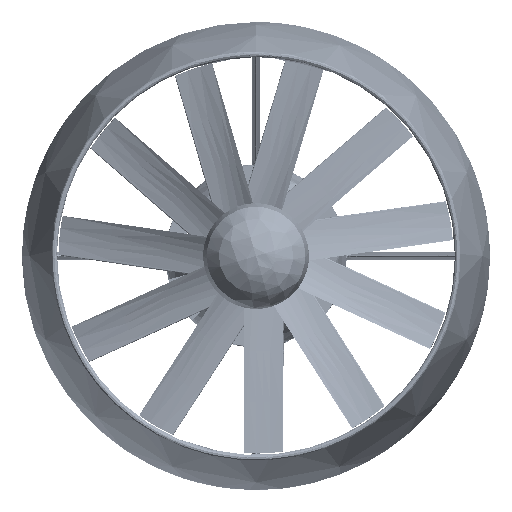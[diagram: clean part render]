
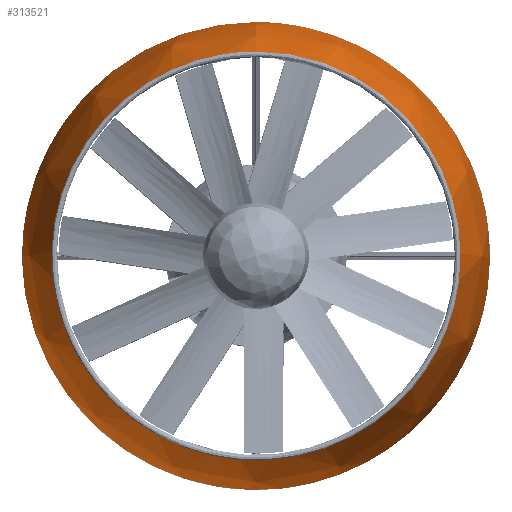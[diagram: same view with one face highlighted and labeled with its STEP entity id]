
A CAD part, left-side view. The second image highlights one B-rep face of the part: STEP entity #313521.
In plain terms, the highlighted free-form (B-spline) face has degree [2, 2] with [3, 9] control points.
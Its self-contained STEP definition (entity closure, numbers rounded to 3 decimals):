
#313389 = EDGE_CURVE('',#313390,#313390,#313392,.T.);
#313390 = VERTEX_POINT('',#313391);
#313391 = CARTESIAN_POINT('',(-96.134,0.,
    186.57));
#313392 = ( BOUNDED_CURVE() B_SPLINE_CURVE(2,(#313393,#313394,#313395,
    #313396,#313397,#313398,#313399),.UNSPECIFIED.,.T.,.F.) 
B_SPLINE_CURVE_WITH_KNOTS((3,2,2,3),(1.571,3.665,
5.76,7.854),.PIECEWISE_BEZIER_KNOTS.) CURVE() 
GEOMETRIC_REPRESENTATION_ITEM() RATIONAL_B_SPLINE_CURVE((1.,0.5,1.,0.5,
1.,0.5,1.)) REPRESENTATION_ITEM('') );
#313393 = CARTESIAN_POINT('',(-96.134,0.,
    186.57));
#313394 = CARTESIAN_POINT('',(-96.134,-323.148,
    186.57));
#313395 = CARTESIAN_POINT('',(-96.134,-161.574,
    -93.285));
#313396 = CARTESIAN_POINT('',(-96.134,0.,
    -373.139));
#313397 = CARTESIAN_POINT('',(-96.134,161.574,
    -93.285));
#313398 = CARTESIAN_POINT('',(-96.134,323.148,
    186.57));
#313399 = CARTESIAN_POINT('',(-96.134,0.,
    186.57));
#313521 = ADVANCED_FACE('',(#313522),#313550,.T.);
#313522 = FACE_BOUND('',#313523,.T.);
#313523 = EDGE_LOOP('',(#313524,#313536,#313542,#313543,#313544));
#313524 = ORIENTED_EDGE('',*,*,#313525,.T.);
#313525 = EDGE_CURVE('',#313526,#313528,#313530,.T.);
#313526 = VERTEX_POINT('',#313527);
#313527 = CARTESIAN_POINT('',(26.794,213.502,
    0.));
#313528 = VERTEX_POINT('',#313529);
#313529 = CARTESIAN_POINT('',(26.794,0.,
    213.502));
#313530 = ( BOUNDED_CURVE() B_SPLINE_CURVE(2,(#313531,#313532,#313533,
#313534,#313535),.UNSPECIFIED.,.F.,.F.) B_SPLINE_CURVE_WITH_KNOTS((3,2,3
    ),(4.712,7.069,9.425),
.PIECEWISE_BEZIER_KNOTS.) CURVE() GEOMETRIC_REPRESENTATION_ITEM() 
RATIONAL_B_SPLINE_CURVE((1.,0.383,1.,0.383,1.)) 
REPRESENTATION_ITEM('') );
#313531 = CARTESIAN_POINT('',(26.794,213.502,
    0.));
#313532 = CARTESIAN_POINT('',(26.794,213.502,
    -515.439));
#313533 = CARTESIAN_POINT('',(26.794,-150.969,
    -150.969));
#313534 = CARTESIAN_POINT('',(26.794,-515.439,
    213.502));
#313535 = CARTESIAN_POINT('',(26.794,0.,
    213.502));
#313536 = ORIENTED_EDGE('',*,*,#313537,.T.);
#313537 = EDGE_CURVE('',#313528,#313390,#313538,.T.);
#313538 = ( BOUNDED_CURVE() B_SPLINE_CURVE(2,(#313539,#313540,#313541),
.UNSPECIFIED.,.F.,.F.) B_SPLINE_CURVE_WITH_KNOTS((3,3),(0.,
0.431),.PIECEWISE_BEZIER_KNOTS.) CURVE() 
GEOMETRIC_REPRESENTATION_ITEM() RATIONAL_B_SPLINE_CURVE((1.,
0.977,1.)) REPRESENTATION_ITEM('') );
#313539 = CARTESIAN_POINT('',(26.794,0.,
    213.502));
#313540 = CARTESIAN_POINT('',(-37.62,0.,
    213.502));
#313541 = CARTESIAN_POINT('',(-96.134,0.,
    186.57));
#313542 = ORIENTED_EDGE('',*,*,#313389,.T.);
#313543 = ORIENTED_EDGE('',*,*,#313537,.F.);
#313544 = ORIENTED_EDGE('',*,*,#313545,.T.);
#313545 = EDGE_CURVE('',#313528,#313526,#313546,.T.);
#313546 = ( BOUNDED_CURVE() B_SPLINE_CURVE(2,(#313547,#313548,#313549),
.UNSPECIFIED.,.F.,.F.) B_SPLINE_CURVE_WITH_KNOTS((3,3),(3.142,
4.712),.PIECEWISE_BEZIER_KNOTS.) CURVE() 
GEOMETRIC_REPRESENTATION_ITEM() RATIONAL_B_SPLINE_CURVE((1.,
0.707,1.)) REPRESENTATION_ITEM('') );
#313547 = CARTESIAN_POINT('',(26.794,0.,
    213.502));
#313548 = CARTESIAN_POINT('',(26.794,213.502,
    213.502));
#313549 = CARTESIAN_POINT('',(26.794,213.502,
    0.));
#313550 = ( BOUNDED_SURFACE() B_SPLINE_SURFACE(2,2,(
    (#313551,#313552,#313553,#313554,#313555,#313556,#313557,#313558
      ,#313559)
    ,(#313560,#313561,#313562,#313563,#313564,#313565,#313566,#313567
      ,#313568)
    ,(#313569,#313570,#313571,#313572,#313573,#313574,#313575,#313576
,#313577
  )),.UNSPECIFIED.,.F.,.T.,.F.) B_SPLINE_SURFACE_WITH_KNOTS((3,3),(1,2,2
    ,2,2,2,1),(-0.431,0.),(-4.712,
    -3.142,-1.571,0.,1.571,3.142,
4.712),.UNSPECIFIED.) GEOMETRIC_REPRESENTATION_ITEM() 
RATIONAL_B_SPLINE_SURFACE((
    (1.,0.707,1.,0.707,1.,0.707,1.
      ,0.707,1.)
    ,(0.977,0.691,0.977,0.691
      ,0.977,0.691,0.977,0.691
      ,0.977)
    ,(1.,0.707,1.,0.707,1.,0.707,1.
,0.707,1.))) REPRESENTATION_ITEM('') SURFACE() );
#313551 = CARTESIAN_POINT('',(-96.134,0.,
    186.57));
#313552 = CARTESIAN_POINT('',(-96.134,186.57,
    186.57));
#313553 = CARTESIAN_POINT('',(-96.134,186.57,
    0.));
#313554 = CARTESIAN_POINT('',(-96.134,186.57,
    -186.57));
#313555 = CARTESIAN_POINT('',(-96.134,0.,
    -186.57));
#313556 = CARTESIAN_POINT('',(-96.134,-186.57,
    -186.57));
#313557 = CARTESIAN_POINT('',(-96.134,-186.57,
    0.));
#313558 = CARTESIAN_POINT('',(-96.134,-186.57,
    186.57));
#313559 = CARTESIAN_POINT('',(-96.134,0.,
    186.57));
#313560 = CARTESIAN_POINT('',(-37.62,0.,
    213.502));
#313561 = CARTESIAN_POINT('',(-37.62,213.502,
    213.502));
#313562 = CARTESIAN_POINT('',(-37.62,213.502,
    0.));
#313563 = CARTESIAN_POINT('',(-37.62,213.502,
    -213.502));
#313564 = CARTESIAN_POINT('',(-37.62,0.,
    -213.502));
#313565 = CARTESIAN_POINT('',(-37.62,-213.502,
    -213.502));
#313566 = CARTESIAN_POINT('',(-37.62,-213.502,
    0.));
#313567 = CARTESIAN_POINT('',(-37.62,-213.502,
    213.502));
#313568 = CARTESIAN_POINT('',(-37.62,0.,
    213.502));
#313569 = CARTESIAN_POINT('',(26.794,0.,
    213.502));
#313570 = CARTESIAN_POINT('',(26.794,213.502,
    213.502));
#313571 = CARTESIAN_POINT('',(26.794,213.502,
    0.));
#313572 = CARTESIAN_POINT('',(26.794,213.502,
    -213.502));
#313573 = CARTESIAN_POINT('',(26.794,0.,
    -213.502));
#313574 = CARTESIAN_POINT('',(26.794,-213.502,
    -213.502));
#313575 = CARTESIAN_POINT('',(26.794,-213.502,
    0.));
#313576 = CARTESIAN_POINT('',(26.794,-213.502,
    213.502));
#313577 = CARTESIAN_POINT('',(26.794,0.,
    213.502));
